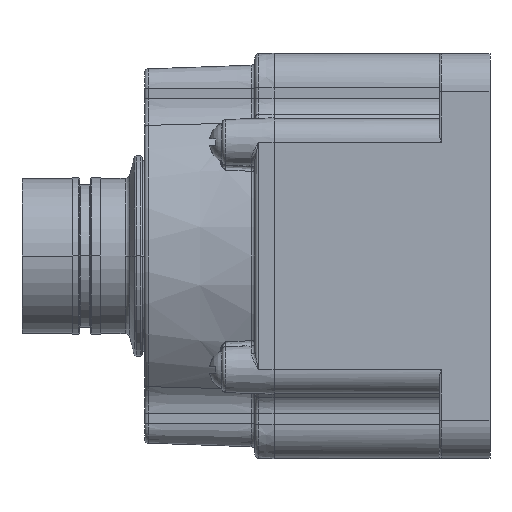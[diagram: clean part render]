
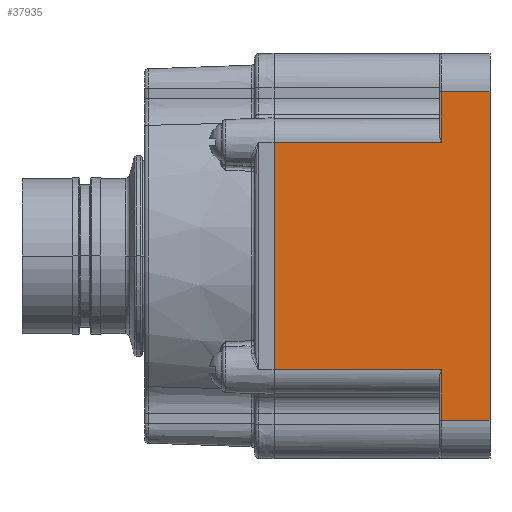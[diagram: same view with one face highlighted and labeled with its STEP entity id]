
A CAD part, left-side view. The second image highlights one B-rep face of the part: STEP entity #37935.
In plain terms, the highlighted planar face has unit normal (-1, 0, 0).
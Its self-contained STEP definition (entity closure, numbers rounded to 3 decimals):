
#28432=DIRECTION('',(0.,1.,0.));
#28433=VECTOR('',#28432,9.76);
#28434=CARTESIAN_POINT('',(0.,0.,-7.571));
#28435=LINE('',#28434,#28433);
#28559=DIRECTION('',(0.,1.,0.));
#28560=VECTOR('',#28559,33.42);
#28561=CARTESIAN_POINT('',(0.,9.76,-17.69));
#28562=LINE('',#28561,#28560);
#28574=DIRECTION('',(0.,0.,1.));
#28575=VECTOR('',#28574,45.47);
#28576=CARTESIAN_POINT('',(0.,43.18,-63.16));
#28577=LINE('',#28576,#28575);
#28578=DIRECTION('',(0.,0.,1.));
#28579=VECTOR('',#28578,10.119);
#28580=CARTESIAN_POINT('',(0.,9.76,-17.69));
#28581=LINE('',#28580,#28579);
#28582=DIRECTION('',(0.,0.,-1.));
#28583=VECTOR('',#28582,65.709);
#28584=CARTESIAN_POINT('',(0.,0.,-7.571));
#28585=LINE('',#28584,#28583);
#28586=DIRECTION('',(0.,1.,0.));
#28587=VECTOR('',#28586,9.76);
#28588=CARTESIAN_POINT('',(0.,0.,-73.279));
#28589=LINE('',#28588,#28587);
#28590=DIRECTION('',(0.,0.,1.));
#28591=VECTOR('',#28590,10.119);
#28592=CARTESIAN_POINT('',(0.,9.76,-73.279));
#28593=LINE('',#28592,#28591);
#28652=DIRECTION('',(0.,-1.,0.));
#28653=VECTOR('',#28652,33.42);
#28654=CARTESIAN_POINT('',(0.,43.18,-63.16));
#28655=LINE('',#28654,#28653);
#29634=CARTESIAN_POINT('',(0.,0.,-7.571));
#29636=VERTEX_POINT('',#29634);
#29647=CARTESIAN_POINT('',(0.,0.,-73.279));
#29649=VERTEX_POINT('',#29647);
#29996=CARTESIAN_POINT('',(0.,9.76,-7.571));
#29997=VERTEX_POINT('',#29996);
#30000=CARTESIAN_POINT('',(0.,9.76,-17.69));
#30001=VERTEX_POINT('',#30000);
#30006=CARTESIAN_POINT('',(0.,9.76,-73.279));
#30007=CARTESIAN_POINT('',(0.,9.76,-63.16));
#30008=VERTEX_POINT('',#30006);
#30009=VERTEX_POINT('',#30007);
#30430=CARTESIAN_POINT('',(0.,43.18,-63.16));
#30431=CARTESIAN_POINT('',(0.,43.18,-17.69));
#30432=VERTEX_POINT('',#30430);
#30433=VERTEX_POINT('',#30431);
#37917=CARTESIAN_POINT('',(0.,0.,-73.279));
#37918=DIRECTION('',(-1.,0.,0.));
#37919=DIRECTION('',(0.,0.,1.));
#37920=AXIS2_PLACEMENT_3D('',#37917,#37918,#37919);
#37921=PLANE('',#37920);
#37922=ORIENTED_EDGE('',*,*,#31094,.T.);
#37923=ORIENTED_EDGE('',*,*,#37885,.F.);
#37924=ORIENTED_EDGE('',*,*,#37904,.T.);
#37925=ORIENTED_EDGE('',*,*,#37682,.F.);
#37926=ORIENTED_EDGE('',*,*,#30839,.T.);
#37928=ORIENTED_EDGE('',*,*,#37927,.T.);
#37930=ORIENTED_EDGE('',*,*,#37929,.T.);
#37932=ORIENTED_EDGE('',*,*,#37931,.F.);
#37933=EDGE_LOOP('',(#37922,#37923,#37924,#37925,#37926,#37928,#37930,#37932));
#37934=FACE_OUTER_BOUND('',#37933,.F.);
#37935=ADVANCED_FACE('',(#37934),#37921,.T.);
#30839=EDGE_CURVE('',#29636,#29649,#28585,.T.);
#31094=EDGE_CURVE('',#30432,#30433,#28577,.T.);
#37682=EDGE_CURVE('',#29636,#29997,#28435,.T.);
#37885=EDGE_CURVE('',#30001,#30433,#28562,.T.);
#37904=EDGE_CURVE('',#30001,#29997,#28581,.T.);
#37927=EDGE_CURVE('',#29649,#30008,#28589,.T.);
#37929=EDGE_CURVE('',#30008,#30009,#28593,.T.);
#37931=EDGE_CURVE('',#30432,#30009,#28655,.T.);
